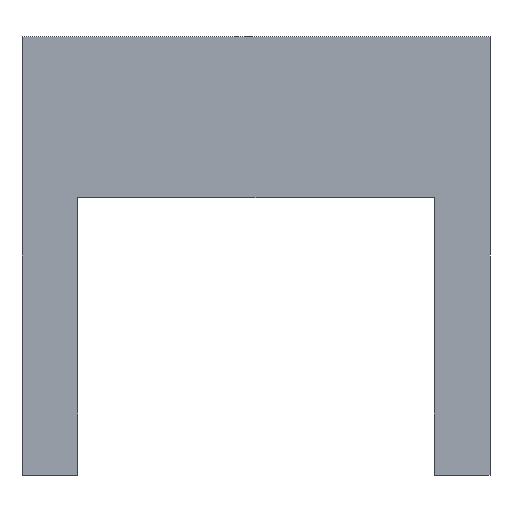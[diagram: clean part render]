
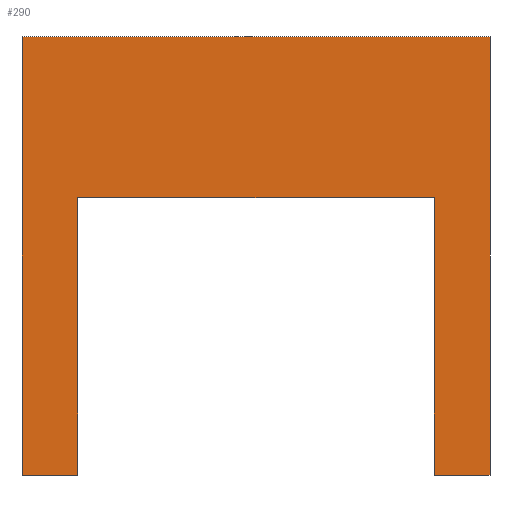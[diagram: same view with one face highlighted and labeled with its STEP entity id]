
A CAD part, front view. The second image highlights one B-rep face of the part: STEP entity #290.
In plain terms, the highlighted planar face has unit normal (0, -1, 0).
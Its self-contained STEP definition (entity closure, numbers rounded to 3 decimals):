
#278=AXIS2_PLACEMENT_3D('Plane Axis2P3D',#275,#276,#277) ;
#41=CARTESIAN_POINT('Vertex',(92.,21.5,39.)) ;
#46=CARTESIAN_POINT('Line Origine',(92.,21.5,183.)) ;
#50=CARTESIAN_POINT('Vertex',(92.,21.5,327.)) ;
#77=CARTESIAN_POINT('Line Origine',(-93.,21.5,327.)) ;
#81=CARTESIAN_POINT('Vertex',(-278.,21.5,327.)) ;
#108=CARTESIAN_POINT('Line Origine',(-278.,21.5,183.)) ;
#112=CARTESIAN_POINT('Vertex',(-278.,21.5,39.)) ;
#139=CARTESIAN_POINT('Line Origine',(-307.,21.5,39.)) ;
#143=CARTESIAN_POINT('Vertex',(-336.,21.5,39.)) ;
#170=CARTESIAN_POINT('Line Origine',(-336.,21.5,266.5)) ;
#174=CARTESIAN_POINT('Vertex',(-336.,21.5,494.)) ;
#201=CARTESIAN_POINT('Line Origine',(-93.,21.5,494.)) ;
#205=CARTESIAN_POINT('Vertex',(150.,21.5,494.)) ;
#232=CARTESIAN_POINT('Line Origine',(150.,21.5,266.5)) ;
#236=CARTESIAN_POINT('Vertex',(150.,21.5,39.)) ;
#258=CARTESIAN_POINT('Line Origine',(121.,21.5,39.)) ;
#275=CARTESIAN_POINT('Axis2P3D Location',(-93.,21.5,-6.)) ;
#47=DIRECTION('Vector Direction',(0.,0.,1.)) ;
#78=DIRECTION('Vector Direction',(-1.,0.,0.)) ;
#109=DIRECTION('Vector Direction',(0.,0.,-1.)) ;
#140=DIRECTION('Vector Direction',(-1.,0.,0.)) ;
#171=DIRECTION('Vector Direction',(0.,0.,1.)) ;
#202=DIRECTION('Vector Direction',(1.,0.,0.)) ;
#233=DIRECTION('Vector Direction',(0.,0.,-1.)) ;
#259=DIRECTION('Vector Direction',(-1.,0.,0.)) ;
#276=DIRECTION('Axis2P3D Direction',(0.,1.,0.)) ;
#277=DIRECTION('Axis2P3D XDirection',(-1.,0.,0.)) ;
#48=VECTOR('Line Direction',#47,1.) ;
#79=VECTOR('Line Direction',#78,1.) ;
#110=VECTOR('Line Direction',#109,1.) ;
#141=VECTOR('Line Direction',#140,1.) ;
#172=VECTOR('Line Direction',#171,1.) ;
#203=VECTOR('Line Direction',#202,1.) ;
#234=VECTOR('Line Direction',#233,1.) ;
#260=VECTOR('Line Direction',#259,1.) ;
#281=ORIENTED_EDGE('',*,*,#262,.F.) ;
#282=ORIENTED_EDGE('',*,*,#238,.F.) ;
#283=ORIENTED_EDGE('',*,*,#207,.F.) ;
#284=ORIENTED_EDGE('',*,*,#176,.F.) ;
#285=ORIENTED_EDGE('',*,*,#145,.F.) ;
#286=ORIENTED_EDGE('',*,*,#114,.F.) ;
#287=ORIENTED_EDGE('',*,*,#83,.F.) ;
#288=ORIENTED_EDGE('',*,*,#52,.F.) ;
#290=ADVANCED_FACE('RX1297009_1PA_001_00_PIASTRA_E2.2_IV_F_TERM_FRONT.1\\PartBody',(#289),#279,.F.) ;
#52=EDGE_CURVE('',#42,#51,#49,.T.) ;
#83=EDGE_CURVE('',#51,#82,#80,.T.) ;
#114=EDGE_CURVE('',#82,#113,#111,.T.) ;
#145=EDGE_CURVE('',#113,#144,#142,.T.) ;
#176=EDGE_CURVE('',#144,#175,#173,.T.) ;
#207=EDGE_CURVE('',#175,#206,#204,.T.) ;
#238=EDGE_CURVE('',#206,#237,#235,.T.) ;
#262=EDGE_CURVE('',#237,#42,#261,.T.) ;
#280=EDGE_LOOP('',(#281,#282,#283,#284,#285,#286,#287,#288)) ;
#289=FACE_OUTER_BOUND('',#280,.T.) ;
#49=LINE('Line',#46,#48) ;
#80=LINE('Line',#77,#79) ;
#111=LINE('Line',#108,#110) ;
#142=LINE('Line',#139,#141) ;
#173=LINE('Line',#170,#172) ;
#204=LINE('Line',#201,#203) ;
#235=LINE('Line',#232,#234) ;
#261=LINE('Line',#258,#260) ;
#279=PLANE('',#278) ;
#42=VERTEX_POINT('',#41) ;
#51=VERTEX_POINT('',#50) ;
#82=VERTEX_POINT('',#81) ;
#113=VERTEX_POINT('',#112) ;
#144=VERTEX_POINT('',#143) ;
#175=VERTEX_POINT('',#174) ;
#206=VERTEX_POINT('',#205) ;
#237=VERTEX_POINT('',#236) ;
